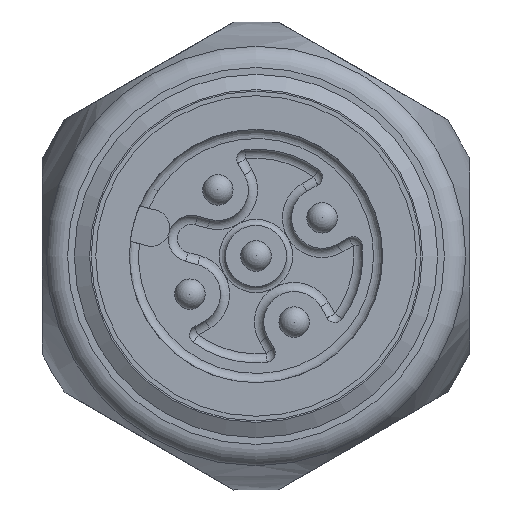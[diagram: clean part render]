
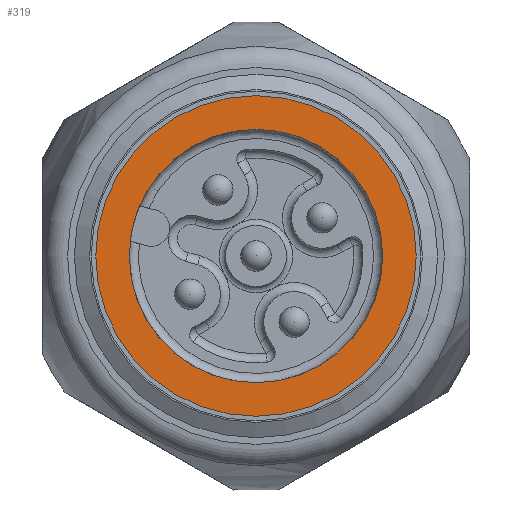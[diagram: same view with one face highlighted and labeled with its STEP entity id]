
A CAD part, left-side view. The second image highlights one B-rep face of the part: STEP entity #319.
In plain terms, the highlighted planar face has unit normal (-1, 0, 0).
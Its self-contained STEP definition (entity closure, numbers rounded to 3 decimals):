
#276=PLANE('',#1439);
#319=ADVANCED_FACE('',(#437,#438),#276,.F.);
#437=FACE_BOUND('',#516,.T.);
#438=FACE_BOUND('',#517,.T.);
#516=EDGE_LOOP('',(#699));
#517=EDGE_LOOP('',(#700));
#699=ORIENTED_EDGE('',*,*,#1146,.F.);
#700=ORIENTED_EDGE('',*,*,#1112,.T.);
#994=VERTEX_POINT('',#2123);
#1027=VERTEX_POINT('',#2192);
#1112=EDGE_CURVE('',#994,#994,#1290,.T.);
#1146=EDGE_CURVE('',#1027,#1027,#1312,.T.);
#1290=CIRCLE('',#1414,4.15);
#1312=CIRCLE('',#1438,5.25);
#1414=AXIS2_PLACEMENT_3D('',#2122,#1666,#1667);
#1438=AXIS2_PLACEMENT_3D('',#2191,#1726,#1727);
#1439=AXIS2_PLACEMENT_3D('',#2193,#1728,#1729);
#1666=DIRECTION('',(1.,0.,0.));
#1667=DIRECTION('',(0.,-0.5,-0.866));
#1726=DIRECTION('',(1.,0.,0.));
#1727=DIRECTION('',(0.,-0.5,-0.866));
#1728=DIRECTION('',(1.,0.,0.));
#1729=DIRECTION('',(0.,-0.5,-0.866));
#2122=CARTESIAN_POINT('',(-24.4,0.,0.));
#2123=CARTESIAN_POINT('',(-24.4,-2.075,-3.594));
#2191=CARTESIAN_POINT('',(-24.4,0.,0.));
#2192=CARTESIAN_POINT('',(-24.4,-2.625,-4.547));
#2193=CARTESIAN_POINT('',(-24.4,2.075,3.594));
